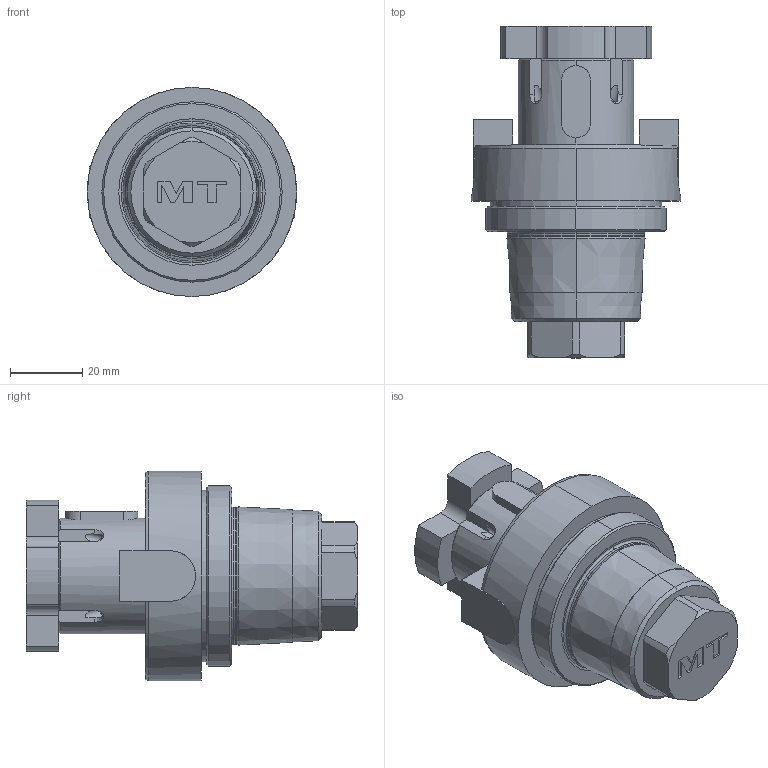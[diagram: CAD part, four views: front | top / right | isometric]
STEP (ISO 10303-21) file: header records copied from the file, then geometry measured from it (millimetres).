
FILE_DESCRIPTION((''),'2;1');
FILE_NAME('MTSK50C07_CONF','2025-01-28T08:33:56',('fpalella'),('M.T. srl'),'CREO PARAMETRIC BY PTC INC, 2023352','CREO PARAMETRIC BY PTC INC, 2023352','');
FILE_SCHEMA(('CONFIG_CONTROL_DESIGN'));
Length unit declared in the file: millimetre
Products named in the file (1): MTSK50C07_CONF
Bounding box: 58 x 92 x 58 mm (x, y, z)
Volume: 118736.3 mm3; surface area: 20583.9 mm2
Topology: 1 solids, 1 shells, 173 faces, 458 edges, 293 vertices
Faces by surface type: plane 77, cylinder 50, cone 40, torus 4, extrusion 2
Entity records: 6338 total; most frequent: CARTESIAN_POINT 2078, ORIENTED_EDGE 912, DIRECTION 836, EDGE_CURVE 456, AXIS2_PLACEMENT_3D 297, VERTEX_POINT 293, VECTOR 242, LINE 240
